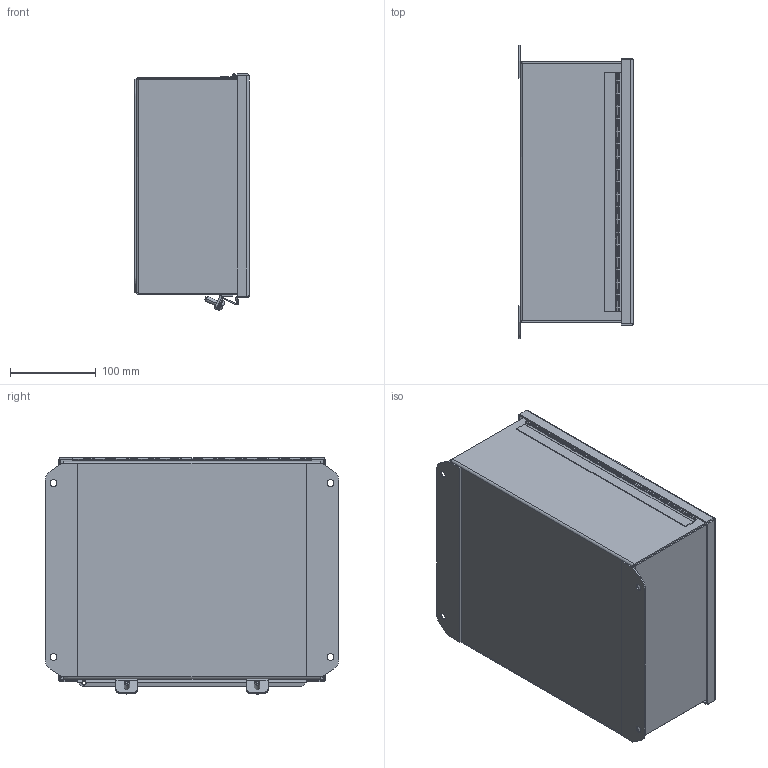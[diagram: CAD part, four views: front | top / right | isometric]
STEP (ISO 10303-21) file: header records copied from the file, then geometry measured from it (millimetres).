
FILE_DESCRIPTION (( 'STEP AP214' ), '1' );
FILE_NAME ('HJ12105HLP.STEP', '2019-09-05T13:34:17', ( '' ), ( '' ), 'SwSTEP 2.0', 'SolidWorks 2018', '' );
FILE_SCHEMA (( 'AUTOMOTIVE_DESIGN' ));
Length unit declared in the file: inch
Products named in the file (1): HJ12105HLP
Bounding box: 133.83 x 342.9 x 276.74 mm (x, y, z)
Volume: 702610.2 mm3; surface area: 777393.5 mm2
Topology: 20 solids, 21 shells, 773 faces, 1964 edges, 1235 vertices
Faces by surface type: plane 414, cylinder 232, bspline 67, cone 52, torus 8
Entity records: 37132 total; most frequent: CARTESIAN_POINT 8418, ORIENTED_EDGE 3900, DIRECTION 3712, EDGE_CURVE 1950, VECTOR 1262, LINE 1262, VERTEX_POINT 1235, AXIS2_PLACEMENT_3D 1225
